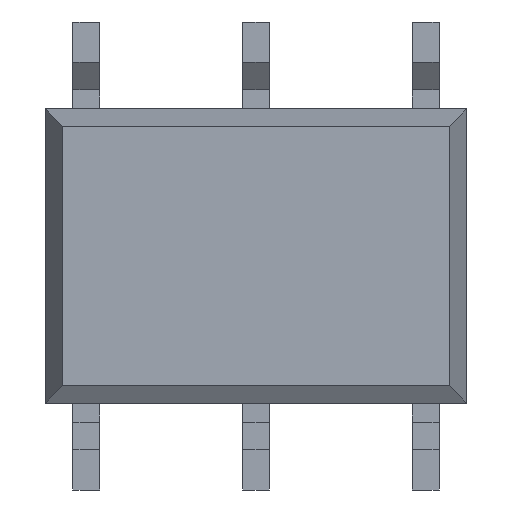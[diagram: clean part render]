
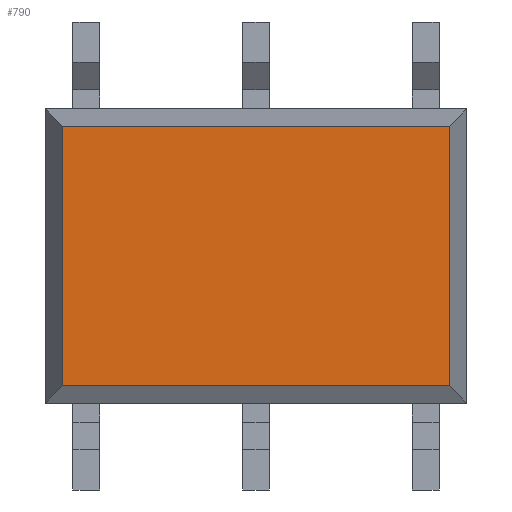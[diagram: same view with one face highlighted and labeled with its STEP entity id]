
A CAD part, front view. The second image highlights one B-rep face of the part: STEP entity #790.
In plain terms, the highlighted planar face has unit normal (0, -1, 0).
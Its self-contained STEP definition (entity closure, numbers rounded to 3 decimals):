
#13 = VERTEX_POINT ( 'NONE', #102 ) ;
#21 = EDGE_LOOP ( 'NONE', ( #1692, #1972, #808, #1964 ) ) ;
#32 = EDGE_CURVE ( 'NONE', #1777, #1668, #177, .T. ) ;
#102 = CARTESIAN_POINT ( 'NONE',  ( -0.35, 0.1, 1.94 ) ) ;
#141 = EDGE_CURVE ( 'NONE', #1777, #967, #350, .T. ) ;
#177 = LINE ( 'NONE', #178, #179 ) ;
#178 = CARTESIAN_POINT ( 'NONE',  ( 5.69, 0.1, -1.94 ) ) ;
#179 = VECTOR ( 'NONE', #180, 1000. ) ;
#180 = DIRECTION ( 'NONE',  ( -1., 0., 0. ) ) ;
#350 = LINE ( 'NONE', #351, #352 ) ;
#351 = CARTESIAN_POINT ( 'NONE',  ( 5.43, 0.1, -2.2 ) ) ;
#352 = VECTOR ( 'NONE', #353, 1000. ) ;
#353 = DIRECTION ( 'NONE',  ( 0., 0., 1. ) ) ;
#426 = EDGE_CURVE ( 'NONE', #1668, #13, #571, .T. ) ;
#571 = LINE ( 'NONE', #572, #573 ) ;
#572 = CARTESIAN_POINT ( 'NONE',  ( -0.35, 0.1, -2.2 ) ) ;
#573 = VECTOR ( 'NONE', #574, 1000. ) ;
#574 = DIRECTION ( 'NONE',  ( 0., 0., 1. ) ) ;
#790 = ADVANCED_FACE ( 'NONE', ( #870 ), #886, .F. ) ;
#808 = ORIENTED_EDGE ( 'NONE', *, *, #32, .F. ) ;
#870 = FACE_OUTER_BOUND ( 'NONE', #21, .T. ) ;
#886 = PLANE ( 'NONE',  #887 ) ;
#887 = AXIS2_PLACEMENT_3D ( 'NONE', #888, #889, #890 ) ;
#888 = CARTESIAN_POINT ( 'NONE',  ( 5.69, 0.1, 1.94 ) ) ;
#889 = DIRECTION ( 'NONE',  ( 0., 1., 0. ) ) ;
#890 = DIRECTION ( 'NONE',  ( 0., 0., 1. ) ) ;
#967 = VERTEX_POINT ( 'NONE', #1031 ) ;
#976 = LINE ( 'NONE', #977, #978 ) ;
#977 = CARTESIAN_POINT ( 'NONE',  ( 5.69, 0.1, 1.94 ) ) ;
#978 = VECTOR ( 'NONE', #979, 1000. ) ;
#979 = DIRECTION ( 'NONE',  ( -1., 0., 0. ) ) ;
#1015 = CARTESIAN_POINT ( 'NONE',  ( 5.43, 0.1, -1.94 ) ) ;
#1031 = CARTESIAN_POINT ( 'NONE',  ( 5.43, 0.1, 1.94 ) ) ;
#1545 = CARTESIAN_POINT ( 'NONE',  ( -0.35, 0.1, -1.94 ) ) ;
#1668 = VERTEX_POINT ( 'NONE', #1545 ) ;
#1692 = ORIENTED_EDGE ( 'NONE', *, *, #1770, .T. ) ;
#1770 = EDGE_CURVE ( 'NONE', #967, #13, #976, .T. ) ;
#1777 = VERTEX_POINT ( 'NONE', #1015 ) ;
#1964 = ORIENTED_EDGE ( 'NONE', *, *, #141, .T. ) ;
#1972 = ORIENTED_EDGE ( 'NONE', *, *, #426, .F. ) ;
